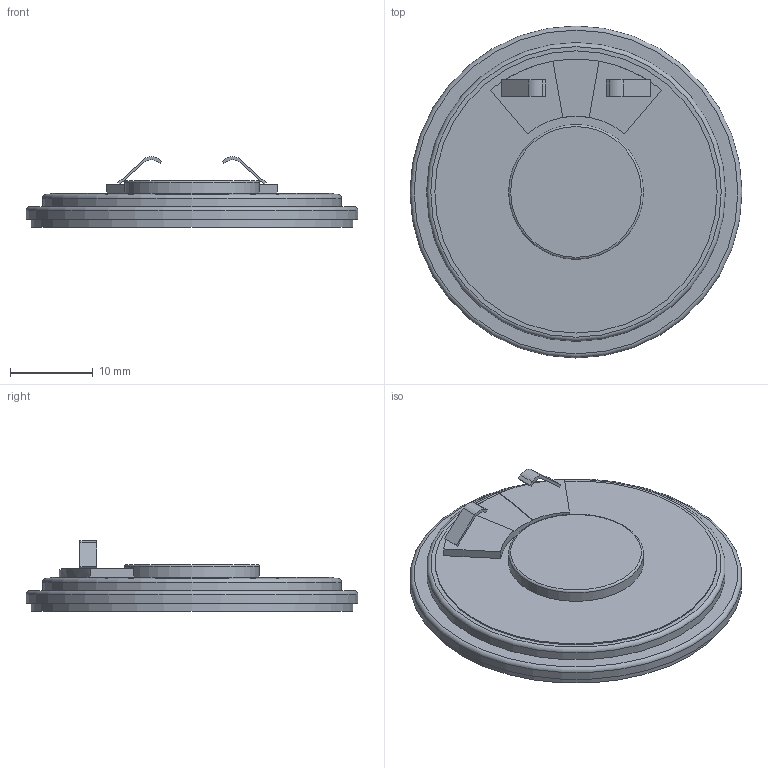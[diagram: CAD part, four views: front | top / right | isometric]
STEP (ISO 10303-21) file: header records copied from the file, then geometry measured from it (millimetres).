
FILE_DESCRIPTION(/* description */ ('Alibre Inc.'),/* implementation_level */ '2;1');
FILE_NAME(/* name */ 'export0',/* time_stamp */ '2018-02-26T19:18:16-06:00',/* author */ (''),/* organization */ (''),/* preprocessor_version */ 'ST-DEVELOPER v14',/* originating_system */ 'Alibre',/* authorisation */ '');
FILE_SCHEMA (('CONFIG_CONTROL_DESIGN'));
Length unit declared in the file: centimetre
Products named in the file (1): ID_1
Bounding box: 40 x 40 x 8.55 mm (x, y, z)
Volume: 3018.2 mm3; surface area: 3379.1 mm2
Topology: 3 solids, 3 shells, 45 faces, 100 edges, 65 vertices
Faces by surface type: plane 30, cylinder 12, torus 3
Full cylindrical faces by diameter (mm): 16.25 x1, 34 x1, 35.75 x1, 36 x1, 38.75 x1, 40 x1
Entity records: 1230 total; most frequent: CARTESIAN_POINT 196, ORIENTED_EDGE 186, DIRECTION 172, EDGE_CURVE 91, AXIS2_PLACEMENT_3D 73, VERTEX_POINT 65, EDGE_LOOP 60, FACE_BOUND 60
